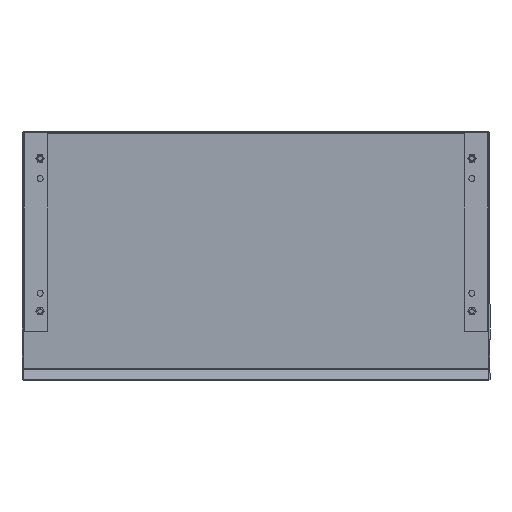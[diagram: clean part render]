
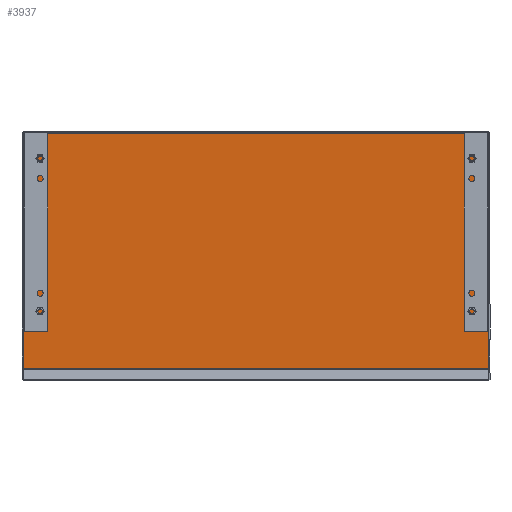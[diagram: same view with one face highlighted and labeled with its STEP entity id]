
A CAD part, left-side view. The second image highlights one B-rep face of the part: STEP entity #3937.
In plain terms, the highlighted face is planar.
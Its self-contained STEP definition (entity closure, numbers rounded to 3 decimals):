
#588 = AXIS2_PLACEMENT_3D ( 'NONE', #4177, #4188, #4189 ) ;
#755 = VECTOR ( 'NONE', #1312, 1000. ) ;
#757 = VECTOR ( 'NONE', #1306, 1000. ) ;
#758 = VECTOR ( 'NONE', #1302, 1000. ) ;
#759 = VECTOR ( 'NONE', #1296, 1000. ) ;
#1149 = CARTESIAN_POINT ( 'NONE',  ( 304.5, -1.5, -154.5 ) ) ;
#1176 = CARTESIAN_POINT ( 'NONE',  ( -304.5, -1.5, 154.5 ) ) ;
#1184 = CARTESIAN_POINT ( 'NONE',  ( -304.5, -1.5, -154.5 ) ) ;
#1276 = LINE ( 'NONE', #1292, #759 ) ;
#1282 = LINE ( 'NONE', #1298, #758 ) ;
#1288 = LINE ( 'NONE', #1304, #757 ) ;
#1292 = CARTESIAN_POINT ( 'NONE',  ( 304.5, -1.5, 154.5 ) ) ;
#1296 = DIRECTION ( 'NONE',  ( 0., 0., -1. ) ) ;
#1298 = CARTESIAN_POINT ( 'NONE',  ( -304.5, -1.5, 154.5 ) ) ;
#1302 = DIRECTION ( 'NONE',  ( 1., 0., 0. ) ) ;
#1304 = CARTESIAN_POINT ( 'NONE',  ( -304.5, -1.5, 154.5 ) ) ;
#1306 = DIRECTION ( 'NONE',  ( 0., 0., 1. ) ) ;
#1308 = LINE ( 'NONE', #1310, #755 ) ;
#1310 = CARTESIAN_POINT ( 'NONE',  ( -304.5, -1.5, -154.5 ) ) ;
#1312 = DIRECTION ( 'NONE',  ( -1., 0., 0. ) ) ;
#1965 = CARTESIAN_POINT ( 'NONE',  ( 304.5, -1.5, 154.5 ) ) ;
#2267 = EDGE_LOOP ( 'NONE', ( #3090, #3089, #3088, #3087 ) ) ;
#3087 = ORIENTED_EDGE ( 'NONE', *, *, #3795, .F. ) ;
#3088 = ORIENTED_EDGE ( 'NONE', *, *, #3794, .F. ) ;
#3089 = ORIENTED_EDGE ( 'NONE', *, *, #3793, .F. ) ;
#3090 = ORIENTED_EDGE ( 'NONE', *, *, #3792, .F. ) ;
#3792 = EDGE_CURVE ( 'NONE', #4425, #4511, #1276, .T. ) ;
#3793 = EDGE_CURVE ( 'NONE', #4538, #4425, #1282, .T. ) ;
#3794 = EDGE_CURVE ( 'NONE', #4546, #4538, #1288, .T. ) ;
#3795 = EDGE_CURVE ( 'NONE', #4511, #4546, #1308, .T. ) ;
#3937 = ADVANCED_FACE ( 'NONE', ( #4185 ), #4186, .T. ) ;
#4177 = CARTESIAN_POINT ( 'NONE',  ( 304.5, -1.5, -154.5 ) ) ;
#4185 = FACE_OUTER_BOUND ( 'NONE', #2267, .T. ) ;
#4186 = PLANE ( 'NONE',  #588 ) ;
#4188 = DIRECTION ( 'NONE',  ( 0., -1., 0. ) ) ;
#4189 = DIRECTION ( 'NONE',  ( 0., 0., -1. ) ) ;
#4425 = VERTEX_POINT ( 'NONE', #1965 ) ;
#4511 = VERTEX_POINT ( 'NONE', #1149 ) ;
#4538 = VERTEX_POINT ( 'NONE', #1176 ) ;
#4546 = VERTEX_POINT ( 'NONE', #1184 ) ;
